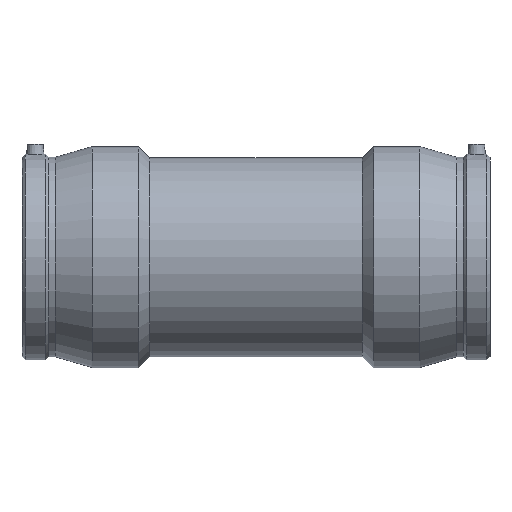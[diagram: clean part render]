
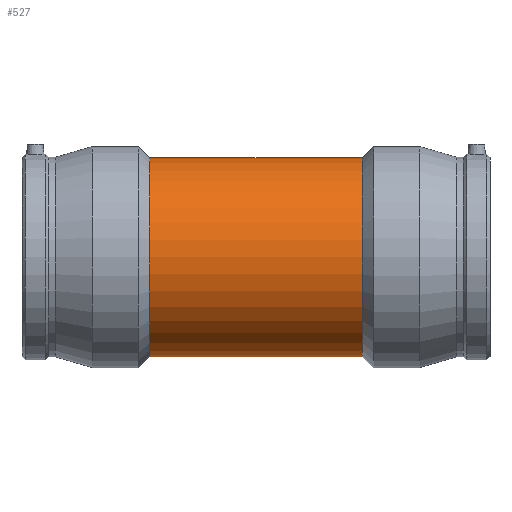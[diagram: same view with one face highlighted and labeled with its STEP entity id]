
A CAD part, top view. The second image highlights one B-rep face of the part: STEP entity #527.
In plain terms, the highlighted cylindrical face has radius 93.6 mm (diameter 187.2 mm), a full revolution.
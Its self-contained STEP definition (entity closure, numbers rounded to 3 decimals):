
#32=B_SPLINE_CURVE_WITH_KNOTS('',3,(#897,#898,#899,#900,#901,#902,#903,
#904,#905,#906,#907,#908,#909,#910,#911,#912,#913,#914,#915,#916,#917,#918,
#919,#920,#921,#922,#923,#924,#925,#926,#927,#928,#929,#930,#931,#932,#933,
#934,#935,#936,#937,#938,#939,#940,#941,#942,#943,#944,#945,#946,#947,#948,
#949,#950,#951,#952,#953,#954,#955,#956,#957,#958,#959,#960,#961,#962,#963,
#964,#965,#966,#967,#968,#969,#970),.UNSPECIFIED.,.T.,.F.,(4,2,2,2,2,2,
2,2,2,2,2,2,2,2,2,2,2,2,2,2,2,2,2,2,2,2,2,2,2,2,2,2,2,2,2,2,4),(0.,1.827,
2.74,3.653,5.48,7.307,9.005,
10.703,12.402,14.1,15.798,17.496,
19.195,20.893,22.72,24.546,25.46,
26.373,28.2,30.026,30.94,31.853,
33.68,35.507,37.205,38.903,40.601,
42.3,43.998,45.696,47.394,49.093,
50.919,52.746,53.659,54.573,56.399),
 .UNSPECIFIED.);
#77=FACE_BOUND('',#201,.T.);
#78=FACE_BOUND('',#202,.T.);
#127=FACE_OUTER_BOUND('',#200,.T.);
#200=EDGE_LOOP('',(#438));
#201=EDGE_LOOP('',(#439));
#202=EDGE_LOOP('',(#440));
#264=CIRCLE('',#601,93.6);
#265=CIRCLE('',#603,93.6);
#286=VERTEX_POINT('',#896);
#312=VERTEX_POINT('',#1134);
#313=VERTEX_POINT('',#1137);
#334=EDGE_CURVE('',#286,#286,#32,.T.);
#362=EDGE_CURVE('',#312,#312,#264,.T.);
#363=EDGE_CURVE('',#313,#313,#265,.T.);
#438=ORIENTED_EDGE('',*,*,#362,.T.);
#439=ORIENTED_EDGE('',*,*,#334,.T.);
#440=ORIENTED_EDGE('',*,*,#363,.F.);
#490=CYLINDRICAL_SURFACE('',#602,93.6);
#527=ADVANCED_FACE('',(#127,#77,#78),#490,.T.);
#601=AXIS2_PLACEMENT_3D('',#1135,#746,#747);
#602=AXIS2_PLACEMENT_3D('',#1136,#748,#749);
#603=AXIS2_PLACEMENT_3D('',#1138,#750,#751);
#746=DIRECTION('center_axis',(1.,0.,0.));
#747=DIRECTION('ref_axis',(0.,0.,-1.));
#748=DIRECTION('center_axis',(1.,0.,0.));
#749=DIRECTION('ref_axis',(0.,1.,0.));
#750=DIRECTION('center_axis',(1.,0.,0.));
#751=DIRECTION('ref_axis',(0.,0.,-1.));
#896=CARTESIAN_POINT('',(0.,-84.,-41.291));
#897=CARTESIAN_POINT('Ctrl Pts',(0.,-84.,-41.291));
#898=CARTESIAN_POINT('Ctrl Pts',(6.089,-84.,-41.291));
#899=CARTESIAN_POINT('Ctrl Pts',(11.799,-83.354,-42.648));
#900=CARTESIAN_POINT('Ctrl Pts',(19.978,-81.637,-45.801));
#901=CARTESIAN_POINT('Ctrl Pts',(22.64,-80.938,-47.038));
#902=CARTESIAN_POINT('Ctrl Pts',(27.85,-79.296,-49.756));
#903=CARTESIAN_POINT('Ctrl Pts',(30.399,-78.353,-51.237));
#904=CARTESIAN_POINT('Ctrl Pts',(37.88,-75.17,-55.898));
#905=CARTESIAN_POINT('Ctrl Pts',(42.637,-72.574,-59.281));
#906=CARTESIAN_POINT('Ctrl Pts',(51.535,-66.551,-65.971));
#907=CARTESIAN_POINT('Ctrl Pts',(55.673,-63.121,-69.282));
#908=CARTESIAN_POINT('Ctrl Pts',(62.859,-55.935,-75.181));
#909=CARTESIAN_POINT('Ctrl Pts',(66.204,-51.976,-78.01));
#910=CARTESIAN_POINT('Ctrl Pts',(72.245,-43.186,-83.198));
#911=CARTESIAN_POINT('Ctrl Pts',(74.941,-38.356,-85.557));
#912=CARTESIAN_POINT('Ctrl Pts',(79.368,-28.073,-89.46));
#913=CARTESIAN_POINT('Ctrl Pts',(81.102,-22.609,-91.007));
#914=CARTESIAN_POINT('Ctrl Pts',(83.419,-11.403,-93.077));
#915=CARTESIAN_POINT('Ctrl Pts',(84.,-5.661,-93.6));
#916=CARTESIAN_POINT('Ctrl Pts',(84.,5.661,-93.6));
#917=CARTESIAN_POINT('Ctrl Pts',(83.419,11.403,-93.077));
#918=CARTESIAN_POINT('Ctrl Pts',(81.102,22.609,-91.007));
#919=CARTESIAN_POINT('Ctrl Pts',(79.368,28.073,-89.46));
#920=CARTESIAN_POINT('Ctrl Pts',(74.941,38.356,-85.557));
#921=CARTESIAN_POINT('Ctrl Pts',(72.245,43.186,-83.198));
#922=CARTESIAN_POINT('Ctrl Pts',(66.204,51.976,-78.01));
#923=CARTESIAN_POINT('Ctrl Pts',(62.859,55.935,-75.181));
#924=CARTESIAN_POINT('Ctrl Pts',(55.673,63.121,-69.282));
#925=CARTESIAN_POINT('Ctrl Pts',(51.535,66.551,-65.971));
#926=CARTESIAN_POINT('Ctrl Pts',(42.637,72.574,-59.281));
#927=CARTESIAN_POINT('Ctrl Pts',(37.88,75.17,-55.898));
#928=CARTESIAN_POINT('Ctrl Pts',(30.399,78.353,-51.237));
#929=CARTESIAN_POINT('Ctrl Pts',(27.85,79.296,-49.756));
#930=CARTESIAN_POINT('Ctrl Pts',(22.64,80.938,-47.038));
#931=CARTESIAN_POINT('Ctrl Pts',(19.978,81.637,-45.801));
#932=CARTESIAN_POINT('Ctrl Pts',(11.799,83.354,-42.648));
#933=CARTESIAN_POINT('Ctrl Pts',(6.089,84.,-41.291));
#934=CARTESIAN_POINT('Ctrl Pts',(-6.089,84.,-41.291));
#935=CARTESIAN_POINT('Ctrl Pts',(-11.799,83.354,-42.648));
#936=CARTESIAN_POINT('Ctrl Pts',(-19.978,81.637,-45.801));
#937=CARTESIAN_POINT('Ctrl Pts',(-22.64,80.938,-47.038));
#938=CARTESIAN_POINT('Ctrl Pts',(-27.85,79.296,-49.756));
#939=CARTESIAN_POINT('Ctrl Pts',(-30.399,78.353,-51.237));
#940=CARTESIAN_POINT('Ctrl Pts',(-37.88,75.17,-55.898));
#941=CARTESIAN_POINT('Ctrl Pts',(-42.637,72.574,-59.281));
#942=CARTESIAN_POINT('Ctrl Pts',(-51.535,66.551,-65.971));
#943=CARTESIAN_POINT('Ctrl Pts',(-55.673,63.121,-69.282));
#944=CARTESIAN_POINT('Ctrl Pts',(-62.859,55.935,-75.181));
#945=CARTESIAN_POINT('Ctrl Pts',(-66.204,51.976,-78.01));
#946=CARTESIAN_POINT('Ctrl Pts',(-72.245,43.186,-83.198));
#947=CARTESIAN_POINT('Ctrl Pts',(-74.941,38.356,-85.557));
#948=CARTESIAN_POINT('Ctrl Pts',(-79.368,28.073,-89.46));
#949=CARTESIAN_POINT('Ctrl Pts',(-81.102,22.609,-91.007));
#950=CARTESIAN_POINT('Ctrl Pts',(-83.419,11.403,-93.077));
#951=CARTESIAN_POINT('Ctrl Pts',(-84.,5.661,-93.6));
#952=CARTESIAN_POINT('Ctrl Pts',(-84.,-5.661,-93.6));
#953=CARTESIAN_POINT('Ctrl Pts',(-83.419,-11.403,-93.077));
#954=CARTESIAN_POINT('Ctrl Pts',(-81.102,-22.609,-91.007));
#955=CARTESIAN_POINT('Ctrl Pts',(-79.368,-28.073,-89.46));
#956=CARTESIAN_POINT('Ctrl Pts',(-74.941,-38.356,-85.557));
#957=CARTESIAN_POINT('Ctrl Pts',(-72.245,-43.186,-83.198));
#958=CARTESIAN_POINT('Ctrl Pts',(-66.204,-51.976,-78.01));
#959=CARTESIAN_POINT('Ctrl Pts',(-62.859,-55.935,-75.181));
#960=CARTESIAN_POINT('Ctrl Pts',(-55.673,-63.121,-69.282));
#961=CARTESIAN_POINT('Ctrl Pts',(-51.535,-66.551,-65.971));
#962=CARTESIAN_POINT('Ctrl Pts',(-42.637,-72.574,-59.281));
#963=CARTESIAN_POINT('Ctrl Pts',(-37.88,-75.17,-55.898));
#964=CARTESIAN_POINT('Ctrl Pts',(-30.399,-78.353,-51.237));
#965=CARTESIAN_POINT('Ctrl Pts',(-27.85,-79.296,-49.756));
#966=CARTESIAN_POINT('Ctrl Pts',(-22.64,-80.938,-47.038));
#967=CARTESIAN_POINT('Ctrl Pts',(-19.978,-81.637,-45.801));
#968=CARTESIAN_POINT('Ctrl Pts',(-11.799,-83.354,-42.648));
#969=CARTESIAN_POINT('Ctrl Pts',(-6.089,-84.,-41.291));
#970=CARTESIAN_POINT('Ctrl Pts',(0.,-84.,-41.291));
#1134=CARTESIAN_POINT('',(-100.1,93.6,0.));
#1135=CARTESIAN_POINT('Origin',(-100.1,0.,0.));
#1136=CARTESIAN_POINT('Origin',(0.,0.,0.));
#1137=CARTESIAN_POINT('',(100.1,93.6,0.));
#1138=CARTESIAN_POINT('Origin',(100.1,0.,0.));
